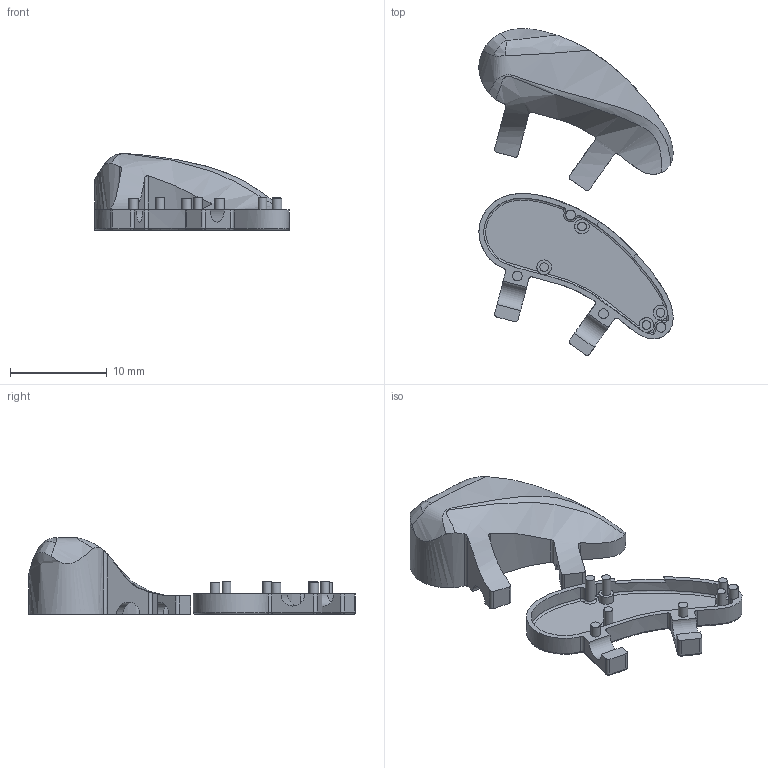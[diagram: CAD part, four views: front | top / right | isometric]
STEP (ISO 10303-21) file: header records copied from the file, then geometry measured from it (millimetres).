
FILE_DESCRIPTION(/* description */ ('','CAx-IF Rec.Pracs.---Representation and Presentation of Product Manufacturing Information (PMI)---4.0---2014-10-13'),/* implementation_level */ '2;1');
FILE_NAME(/* name */ 'PFE_smooth_filled v7.step',/* time_stamp */ '2025-01-31T22:33:50+01:00',/* author */ (''),/* organization */ (''),/* preprocessor_version */ 'ST-DEVELOPER v20',/* originating_system */ 'Autodesk Translation Framework v13.20.0.188',/* authorisation */ '');
FILE_SCHEMA (('AP242_MANAGED_MODEL_BASED_3D_ENGINEERING_MIM_LF { 1 0 10303 442 1 1 4 }'));
Length unit declared in the file: millimetre
Products named in the file (4): PFE_smooth_filled; top; bottom; top (1)
Assembly tree (3 placements, depth 2):
  PFE_smooth_filled
    top
    bottom
    top (1)
Bounding box: 20.04 x 33.71 x 7.91 mm (x, y, z)
Volume: 444 mm3; surface area: 1563.1 mm2
Topology: 2 solids, 4 shells, 171 faces, 435 edges, 281 vertices
Faces by surface type: bspline 69, plane 48, cylinder 45, torus 8, cone 1
Full cylindrical faces by diameter (mm): 0.9 x4, 1 x4, 1.2 x4, 1.5 x2
Entity records: 10253 total; most frequent: CARTESIAN_POINT 6569, ORIENTED_EDGE 868, DIRECTION 544, EDGE_CURVE 434, VERTEX_POINT 281, AXIS2_PLACEMENT_3D 217, B_SPLINE_CURVE_WITH_KNOTS 215, EDGE_LOOP 182
